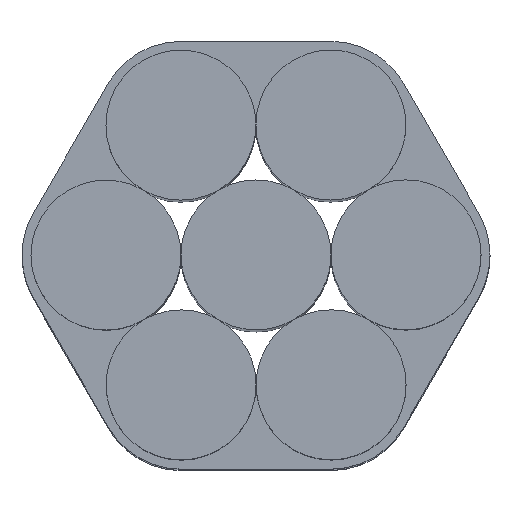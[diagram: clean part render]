
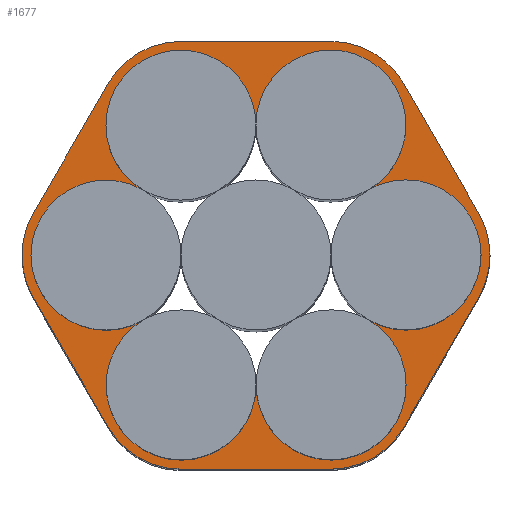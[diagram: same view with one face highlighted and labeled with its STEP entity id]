
A CAD part, top view. The second image highlights one B-rep face of the part: STEP entity #1677.
In plain terms, the highlighted planar face has unit normal (0, 0, 1).
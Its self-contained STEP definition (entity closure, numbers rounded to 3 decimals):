
#21=FACE_BOUND('',#212,.T.);
#45=PLANE('',#1818);
#99=FACE_OUTER_BOUND('',#211,.T.);
#211=EDGE_LOOP('',(#1145,#1146,#1147,#1148,#1149,#1150,#1151,#1152,#1153,
#1154,#1155,#1156));
#212=EDGE_LOOP('',(#1157,#1158,#1159,#1160,#1161,#1162));
#332=LINE('',#2654,#456);
#336=LINE('',#2666,#460);
#340=LINE('',#2678,#464);
#344=LINE('',#2690,#468);
#348=LINE('',#2702,#472);
#352=LINE('',#2712,#476);
#456=VECTOR('',#2047,10.);
#460=VECTOR('',#2059,10.);
#464=VECTOR('',#2071,10.);
#468=VECTOR('',#2083,10.);
#472=VECTOR('',#2095,10.);
#476=VECTOR('',#2107,10.);
#578=CIRCLE('',#1796,14.);
#580=CIRCLE('',#1800,14.);
#582=CIRCLE('',#1804,14.);
#584=CIRCLE('',#1808,14.);
#586=CIRCLE('',#1812,14.);
#588=CIRCLE('',#1816,14.);
#589=CIRCLE('',#1819,12.5);
#590=CIRCLE('',#1820,12.5);
#591=CIRCLE('',#1821,12.5);
#592=CIRCLE('',#1822,12.5);
#593=CIRCLE('',#1823,12.5);
#594=CIRCLE('',#1824,12.5);
#707=VERTEX_POINT('',#2645);
#708=VERTEX_POINT('',#2647);
#710=VERTEX_POINT('',#2653);
#712=VERTEX_POINT('',#2659);
#714=VERTEX_POINT('',#2665);
#716=VERTEX_POINT('',#2671);
#718=VERTEX_POINT('',#2677);
#720=VERTEX_POINT('',#2683);
#722=VERTEX_POINT('',#2689);
#724=VERTEX_POINT('',#2695);
#726=VERTEX_POINT('',#2701);
#728=VERTEX_POINT('',#2707);
#729=VERTEX_POINT('',#2714);
#730=VERTEX_POINT('',#2715);
#731=VERTEX_POINT('',#2717);
#732=VERTEX_POINT('',#2719);
#733=VERTEX_POINT('',#2721);
#734=VERTEX_POINT('',#2723);
#847=EDGE_CURVE('',#708,#707,#578,.T.);
#850=EDGE_CURVE('',#710,#708,#332,.T.);
#853=EDGE_CURVE('',#712,#710,#580,.T.);
#856=EDGE_CURVE('',#714,#712,#336,.T.);
#859=EDGE_CURVE('',#716,#714,#582,.T.);
#862=EDGE_CURVE('',#718,#716,#340,.T.);
#865=EDGE_CURVE('',#720,#718,#584,.T.);
#868=EDGE_CURVE('',#722,#720,#344,.T.);
#871=EDGE_CURVE('',#724,#722,#586,.T.);
#874=EDGE_CURVE('',#726,#724,#348,.T.);
#877=EDGE_CURVE('',#728,#726,#588,.T.);
#880=EDGE_CURVE('',#707,#728,#352,.T.);
#881=EDGE_CURVE('',#729,#730,#589,.T.);
#882=EDGE_CURVE('',#731,#729,#590,.T.);
#883=EDGE_CURVE('',#732,#731,#591,.T.);
#884=EDGE_CURVE('',#733,#732,#592,.T.);
#885=EDGE_CURVE('',#734,#733,#593,.T.);
#886=EDGE_CURVE('',#730,#734,#594,.T.);
#1145=ORIENTED_EDGE('',*,*,#880,.T.);
#1146=ORIENTED_EDGE('',*,*,#877,.T.);
#1147=ORIENTED_EDGE('',*,*,#874,.T.);
#1148=ORIENTED_EDGE('',*,*,#871,.T.);
#1149=ORIENTED_EDGE('',*,*,#868,.T.);
#1150=ORIENTED_EDGE('',*,*,#865,.T.);
#1151=ORIENTED_EDGE('',*,*,#862,.T.);
#1152=ORIENTED_EDGE('',*,*,#859,.T.);
#1153=ORIENTED_EDGE('',*,*,#856,.T.);
#1154=ORIENTED_EDGE('',*,*,#853,.T.);
#1155=ORIENTED_EDGE('',*,*,#850,.T.);
#1156=ORIENTED_EDGE('',*,*,#847,.T.);
#1157=ORIENTED_EDGE('',*,*,#881,.F.);
#1158=ORIENTED_EDGE('',*,*,#882,.F.);
#1159=ORIENTED_EDGE('',*,*,#883,.F.);
#1160=ORIENTED_EDGE('',*,*,#884,.F.);
#1161=ORIENTED_EDGE('',*,*,#885,.F.);
#1162=ORIENTED_EDGE('',*,*,#886,.F.);
#1677=ADVANCED_FACE('',(#99,#21),#45,.T.);
#1796=AXIS2_PLACEMENT_3D('',#2648,#2041,#2042);
#1800=AXIS2_PLACEMENT_3D('',#2660,#2053,#2054);
#1804=AXIS2_PLACEMENT_3D('',#2672,#2065,#2066);
#1808=AXIS2_PLACEMENT_3D('',#2684,#2077,#2078);
#1812=AXIS2_PLACEMENT_3D('',#2696,#2089,#2090);
#1816=AXIS2_PLACEMENT_3D('',#2708,#2101,#2102);
#1818=AXIS2_PLACEMENT_3D('',#2713,#2108,#2109);
#1819=AXIS2_PLACEMENT_3D('',#2716,#2110,#2111);
#1820=AXIS2_PLACEMENT_3D('',#2718,#2112,#2113);
#1821=AXIS2_PLACEMENT_3D('',#2720,#2114,#2115);
#1822=AXIS2_PLACEMENT_3D('',#2722,#2116,#2117);
#1823=AXIS2_PLACEMENT_3D('',#2724,#2118,#2119);
#1824=AXIS2_PLACEMENT_3D('',#2725,#2120,#2121);
#2041=DIRECTION('center_axis',(0.,0.,1.));
#2042=DIRECTION('ref_axis',(1.,0.,0.));
#2047=DIRECTION('',(0.499,0.866,0.));
#2053=DIRECTION('center_axis',(0.,0.,1.));
#2054=DIRECTION('ref_axis',(1.,0.,0.));
#2059=DIRECTION('',(1.,0.001,0.));
#2065=DIRECTION('center_axis',(0.,0.,1.));
#2066=DIRECTION('ref_axis',(1.,0.,0.));
#2071=DIRECTION('',(0.501,-0.866,0.));
#2077=DIRECTION('center_axis',(0.,0.,1.));
#2078=DIRECTION('ref_axis',(1.,0.,0.));
#2083=DIRECTION('',(-0.499,-0.866,0.));
#2089=DIRECTION('center_axis',(0.,0.,1.));
#2090=DIRECTION('ref_axis',(1.,0.,0.));
#2095=DIRECTION('',(-1.,-0.001,0.));
#2101=DIRECTION('center_axis',(0.,0.,1.));
#2102=DIRECTION('ref_axis',(1.,0.,0.));
#2107=DIRECTION('',(-0.501,0.866,0.));
#2108=DIRECTION('center_axis',(0.,0.,1.));
#2109=DIRECTION('ref_axis',(1.,0.,0.));
#2110=DIRECTION('center_axis',(0.,0.,1.));
#2111=DIRECTION('ref_axis',(1.,0.,0.));
#2112=DIRECTION('center_axis',(0.,0.,1.));
#2113=DIRECTION('ref_axis',(1.,0.,0.));
#2114=DIRECTION('center_axis',(0.,0.,1.));
#2115=DIRECTION('ref_axis',(1.,0.,0.));
#2116=DIRECTION('center_axis',(0.,0.,1.));
#2117=DIRECTION('ref_axis',(1.,0.,0.));
#2118=DIRECTION('center_axis',(0.,0.,1.));
#2119=DIRECTION('ref_axis',(1.,0.,0.));
#2120=DIRECTION('center_axis',(0.,0.,1.));
#2121=DIRECTION('ref_axis',(1.,0.,0.));
#2645=CARTESIAN_POINT('',(37.12,7.023,170.));
#2647=CARTESIAN_POINT('',(37.129,-6.977,170.));
#2648=CARTESIAN_POINT('Origin',(25.,0.015,170.));
#2653=CARTESIAN_POINT('',(24.642,-28.635,170.));
#2654=CARTESIAN_POINT('',(24.642,-28.635,170.));
#2659=CARTESIAN_POINT('',(12.522,-35.643,170.));
#2660=CARTESIAN_POINT('Origin',(12.513,-21.643,170.));
#2665=CARTESIAN_POINT('',(-12.478,-35.658,170.));
#2666=CARTESIAN_POINT('',(-12.478,-35.658,170.));
#2671=CARTESIAN_POINT('',(-24.607,-28.666,170.));
#2672=CARTESIAN_POINT('Origin',(-12.487,-21.658,170.));
#2677=CARTESIAN_POINT('',(-37.12,-7.023,170.));
#2678=CARTESIAN_POINT('',(-37.12,-7.023,170.));
#2683=CARTESIAN_POINT('',(-37.129,6.977,170.));
#2684=CARTESIAN_POINT('Origin',(-25.,-0.015,170.));
#2689=CARTESIAN_POINT('',(-24.642,28.635,170.));
#2690=CARTESIAN_POINT('',(-24.642,28.635,170.));
#2695=CARTESIAN_POINT('',(-12.522,35.643,170.));
#2696=CARTESIAN_POINT('Origin',(-12.513,21.643,170.));
#2701=CARTESIAN_POINT('',(12.478,35.658,170.));
#2702=CARTESIAN_POINT('',(12.478,35.658,170.));
#2707=CARTESIAN_POINT('',(24.607,28.666,170.));
#2708=CARTESIAN_POINT('Origin',(12.487,21.658,170.));
#2712=CARTESIAN_POINT('',(37.12,7.023,170.));
#2713=CARTESIAN_POINT('Origin',(0.,0.,170.));
#2714=CARTESIAN_POINT('',(0.013,-21.651,170.));
#2715=CARTESIAN_POINT('',(18.757,-10.814,170.));
#2716=CARTESIAN_POINT('Origin',(12.513,-21.643,170.));
#2717=CARTESIAN_POINT('',(-18.743,-10.837,170.));
#2718=CARTESIAN_POINT('Origin',(-12.487,-21.658,170.));
#2719=CARTESIAN_POINT('',(-18.757,10.814,170.));
#2720=CARTESIAN_POINT('Origin',(-25.,-0.015,170.));
#2721=CARTESIAN_POINT('',(-0.013,21.651,170.));
#2722=CARTESIAN_POINT('Origin',(-12.513,21.643,170.));
#2723=CARTESIAN_POINT('',(18.743,10.837,170.));
#2724=CARTESIAN_POINT('Origin',(12.487,21.658,170.));
#2725=CARTESIAN_POINT('Origin',(25.,0.015,170.));
